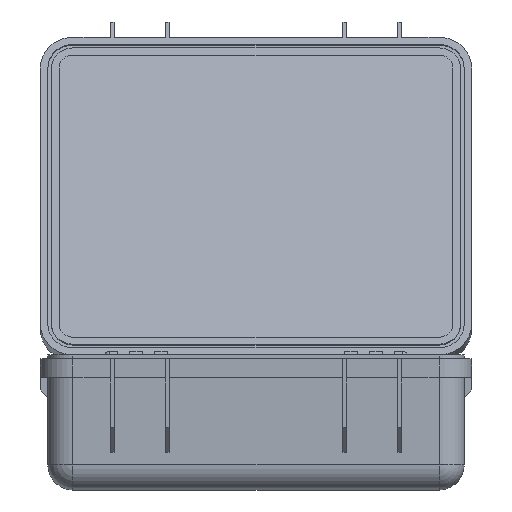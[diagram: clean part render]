
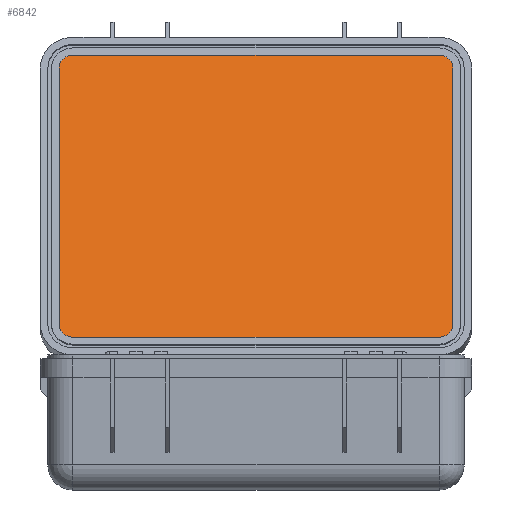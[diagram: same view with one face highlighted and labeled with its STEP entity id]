
A CAD part, front view. The second image highlights one B-rep face of the part: STEP entity #6842.
In plain terms, the highlighted face is planar.
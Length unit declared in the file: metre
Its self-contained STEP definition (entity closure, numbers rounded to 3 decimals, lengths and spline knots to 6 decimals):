
#312=CIRCLE('',#7544,0.011);
#313=CIRCLE('',#7545,0.011);
#314=CIRCLE('',#7546,0.011);
#315=CIRCLE('',#7547,0.011);
#2328=ORIENTED_EDGE('',*,*,#3318,.T.);
#2329=ORIENTED_EDGE('',*,*,#3319,.F.);
#2330=ORIENTED_EDGE('',*,*,#3320,.T.);
#2331=ORIENTED_EDGE('',*,*,#3321,.F.);
#2332=ORIENTED_EDGE('',*,*,#3322,.T.);
#2333=ORIENTED_EDGE('',*,*,#3323,.F.);
#2334=ORIENTED_EDGE('',*,*,#3324,.T.);
#2335=ORIENTED_EDGE('',*,*,#3325,.F.);
#3318=EDGE_CURVE('',#3952,#3953,#4668,.T.);
#3319=EDGE_CURVE('',#3954,#3953,#312,.T.);
#3320=EDGE_CURVE('',#3954,#3955,#4669,.T.);
#3321=EDGE_CURVE('',#3956,#3955,#313,.T.);
#3322=EDGE_CURVE('',#3956,#3957,#4670,.T.);
#3323=EDGE_CURVE('',#3958,#3957,#314,.T.);
#3324=EDGE_CURVE('',#3958,#3959,#4671,.T.);
#3325=EDGE_CURVE('',#3952,#3959,#315,.T.);
#3952=VERTEX_POINT('',#11578);
#3953=VERTEX_POINT('',#11579);
#3954=VERTEX_POINT('',#11581);
#3955=VERTEX_POINT('',#11583);
#3956=VERTEX_POINT('',#11585);
#3957=VERTEX_POINT('',#11587);
#3958=VERTEX_POINT('',#11589);
#3959=VERTEX_POINT('',#11591);
#4668=LINE('',#11577,#5384);
#4669=LINE('',#11582,#5385);
#4670=LINE('',#11586,#5386);
#4671=LINE('',#11590,#5387);
#5384=VECTOR('',#9480,1.);
#5385=VECTOR('',#9483,1.);
#5386=VECTOR('',#9486,1.);
#5387=VECTOR('',#9489,1.);
#5812=EDGE_LOOP('',(#2328,#2329,#2330,#2331,#2332,#2333,#2334,#2335));
#6234=FACE_BOUND('',#5812,.T.);
#6471=PLANE('',#7543);
#6842=ADVANCED_FACE('',(#6234),#6471,.F.);
#7543=AXIS2_PLACEMENT_3D('',#11576,#9478,#9479);
#7544=AXIS2_PLACEMENT_3D('',#11580,#9481,#9482);
#7545=AXIS2_PLACEMENT_3D('',#11584,#9484,#9485);
#7546=AXIS2_PLACEMENT_3D('',#11588,#9487,#9488);
#7547=AXIS2_PLACEMENT_3D('',#11592,#9490,#9491);
#9478=DIRECTION('',(0.,0.,1.));
#9479=DIRECTION('',(1.,0.,0.));
#9480=DIRECTION('',(0.,1.,0.));
#9481=DIRECTION('',(0.,0.,1.));
#9482=DIRECTION('',(1.,0.,0.));
#9483=DIRECTION('',(1.,0.,0.));
#9484=DIRECTION('',(0.,0.,1.));
#9485=DIRECTION('',(1.,0.,0.));
#9486=DIRECTION('',(0.,-1.,0.));
#9487=DIRECTION('',(0.,0.,1.));
#9488=DIRECTION('',(1.,0.,0.));
#9489=DIRECTION('',(-1.,0.,0.));
#9490=DIRECTION('',(0.,0.,1.));
#9491=DIRECTION('',(1.,0.,0.));
#11576=CARTESIAN_POINT('',(0.,0.,0.105));
#11577=CARTESIAN_POINT('',(-0.1575,0.,0.105));
#11578=CARTESIAN_POINT('',(-0.1575,-0.1085,0.105));
#11579=CARTESIAN_POINT('',(-0.1575,0.1085,0.105));
#11580=CARTESIAN_POINT('',(-0.1465,0.1085,0.105));
#11581=CARTESIAN_POINT('',(-0.1465,0.1195,0.105));
#11582=CARTESIAN_POINT('',(0.,0.1195,0.105));
#11583=CARTESIAN_POINT('',(0.1465,0.1195,0.105));
#11584=CARTESIAN_POINT('',(0.1465,0.1085,0.105));
#11585=CARTESIAN_POINT('',(0.1575,0.1085,0.105));
#11586=CARTESIAN_POINT('',(0.1575,0.,0.105));
#11587=CARTESIAN_POINT('',(0.1575,-0.1085,0.105));
#11588=CARTESIAN_POINT('',(0.1465,-0.1085,0.105));
#11589=CARTESIAN_POINT('',(0.1465,-0.1195,0.105));
#11590=CARTESIAN_POINT('',(0.,-0.1195,0.105));
#11591=CARTESIAN_POINT('',(-0.1465,-0.1195,0.105));
#11592=CARTESIAN_POINT('',(-0.1465,-0.1085,0.105));
